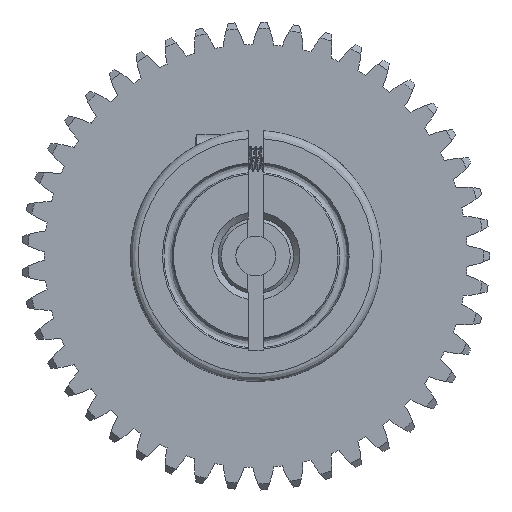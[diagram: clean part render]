
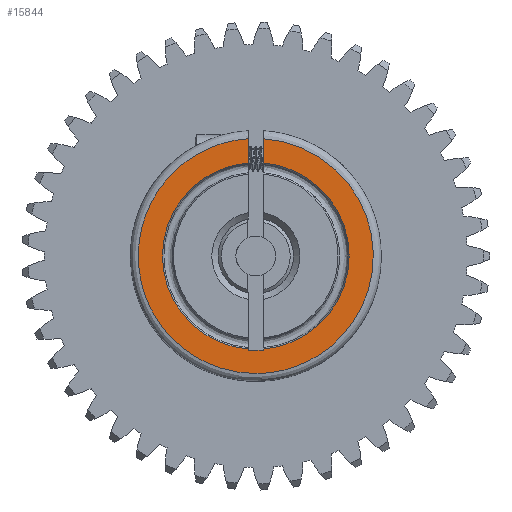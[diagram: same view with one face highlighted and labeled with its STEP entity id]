
A CAD part, left-side view. The second image highlights one B-rep face of the part: STEP entity #15844.
In plain terms, the highlighted face is planar.
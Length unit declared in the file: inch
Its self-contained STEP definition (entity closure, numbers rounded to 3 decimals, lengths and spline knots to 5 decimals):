
#108 = CARTESIAN_POINT ( 'NONE',  ( 0.11936, 1.51525, 2.77097 ) ) ;
#165 = DIRECTION ( 'NONE',  ( 0., 0., 1. ) ) ;
#452 = EDGE_CURVE ( 'NONE', #15014, #1993, #3634, .T. ) ;
#985 = CARTESIAN_POINT ( 'NONE',  ( 0.78258, 1.51525, 2.77097 ) ) ;
#1099 = CARTESIAN_POINT ( 'NONE',  ( 0.78258, 1.46825, 2.77097 ) ) ;
#1127 = AXIS2_PLACEMENT_3D ( 'NONE', #17747, #165, #10604 ) ;
#1349 = CARTESIAN_POINT ( 'NONE',  ( 0.04593, 1.53904, 2.77097 ) ) ;
#1421 = CARTESIAN_POINT ( 'NONE',  ( 0.72636, 1.69424, 2.77097 ) ) ;
#1742 = CARTESIAN_POINT ( 'NONE',  ( 0.11936, 1.51525, 2.77097 ) ) ;
#1993 = VERTEX_POINT ( 'NONE', #18386 ) ;
#2068 = ORIENTED_EDGE ( 'NONE', *, *, #13222, .F. ) ;
#2397 = VECTOR ( 'NONE', #5432, 39.37008 ) ;
#2454 = ORIENTED_EDGE ( 'NONE', *, *, #16685, .T. ) ;
#2875 = CARTESIAN_POINT ( 'NONE',  ( 0.09063, 1.67396, 2.77097 ) ) ;
#2939 = CARTESIAN_POINT ( 'NONE',  ( 0.77957, 1.56244, 2.77097 ) ) ;
#3040 = LINE ( 'NONE', #18638, #10050 ) ;
#3428 = CARTESIAN_POINT ( 'NONE',  ( 0.41463, 1.49175, 2.77097 ) ) ;
#3634 = CIRCLE ( 'NONE', #8123, 0.29291 ) ;
#3671 = CARTESIAN_POINT ( 'NONE',  ( 0.04593, 1.49175, 2.77097 ) ) ;
#3983 = EDGE_CURVE ( 'NONE', #1993, #7335, #13784, .T. ) ;
#4003 = CARTESIAN_POINT ( 'NONE',  ( 0.04593, 0.79891, 2.77097 ) ) ;
#4137 = VERTEX_POINT ( 'NONE', #4429 ) ;
#4195 = CARTESIAN_POINT ( 'NONE',  ( 0.7066, 1.51525, 2.77097 ) ) ;
#4412 = CARTESIAN_POINT ( 'NONE',  ( 0.18269, 1.78224, 2.77097 ) ) ;
#4429 = CARTESIAN_POINT ( 'NONE',  ( 0.12266, 1.51525, 2.77097 ) ) ;
#4668 = FACE_OUTER_BOUND ( 'NONE', #9824, .T. ) ;
#4949 = DIRECTION ( 'NONE',  ( 0., -1., 0. ) ) ;
#4974 = CIRCLE ( 'NONE', #13306, 0.29291 ) ;
#5131 = VERTEX_POINT ( 'NONE', #10724 ) ;
#5163 = DIRECTION ( 'NONE',  ( 0., 0., -1. ) ) ;
#5360 = EDGE_CURVE ( 'NONE', #7674, #5131, #14206, .T. ) ;
#5432 = DIRECTION ( 'NONE',  ( -1., 0., 0. ) ) ;
#5674 = ORIENTED_EDGE ( 'NONE', *, *, #9955, .F. ) ;
#5879 = ORIENTED_EDGE ( 'NONE', *, *, #5360, .T. ) ;
#5928 = CARTESIAN_POINT ( 'NONE',  ( 0.30867, 1.84805, 2.77097 ) ) ;
#6165 = ORIENTED_EDGE ( 'NONE', *, *, #14770, .T. ) ;
#6374 = CARTESIAN_POINT ( 'NONE',  ( 0.41463, 1.51525, 2.77097 ) ) ;
#6833 = CARTESIAN_POINT ( 'NONE',  ( 0.73842, 0.77682, 2.77097 ) ) ;
#7335 = VERTEX_POINT ( 'NONE', #16642 ) ;
#7442 = CARTESIAN_POINT ( 'NONE',  ( 0.45013, 1.86177, 2.77097 ) ) ;
#7674 = VERTEX_POINT ( 'NONE', #1099 ) ;
#8123 = AXIS2_PLACEMENT_3D ( 'NONE', #16919, #15285, #15314 ) ;
#8206 = CIRCLE ( 'NONE', #15073, 0.29291 ) ;
#8590 = DIRECTION ( 'NONE',  ( 1., 0., 0. ) ) ;
#8888 = CARTESIAN_POINT ( 'NONE',  ( 0.58641, 1.8214, 2.77097 ) ) ;
#9105 = CARTESIAN_POINT ( 'NONE',  ( 0.41463, 1.46825, 2.77097 ) ) ;
#9170 = DIRECTION ( 'NONE',  ( -1., 0., 0. ) ) ;
#9344 = VECTOR ( 'NONE', #10737, 39.37008 ) ;
#9461 = VECTOR ( 'NONE', #9170, 39.37008 ) ;
#9477 = EDGE_CURVE ( 'NONE', #5131, #15014, #8206, .T. ) ;
#9809 = LINE ( 'NONE', #6374, #9344 ) ;
#9824 = EDGE_LOOP ( 'NONE', ( #12528, #2454, #5674, #2068, #5879, #15899, #13147, #15951, #6165, #18290 ) ) ;
#9955 = EDGE_CURVE ( 'NONE', #13103, #11650, #10048, .T. ) ;
#10048 = B_SPLINE_CURVE_WITH_KNOTS ( 'NONE', 3,
 ( #18886, #1349, #11766, #2875, #13221, #4412, #14685, #5928, #16070, #7442, #17524, #8888, #18938, #10374, #1421, #11827, #2939, #13287 ),
 .UNSPECIFIED., .F., .F.,
 ( 4, 2, 2, 2, 2, 2, 2, 2, 4 ),
 ( 0., 0.125, 0.25, 0.375, 0.5, 0.625, 0.75, 0.875, 1. ),
 .UNSPECIFIED. ) ;
#10050 = VECTOR ( 'NONE', #8590, 39.37008 ) ;
#10374 = CARTESIAN_POINT ( 'NONE',  ( 0.69757, 1.73284, 2.77097 ) ) ;
#10604 = DIRECTION ( 'NONE',  ( 1., 0., 0. ) ) ;
#10724 = CARTESIAN_POINT ( 'NONE',  ( 0.7066, 1.46825, 2.77097 ) ) ;
#10737 = DIRECTION ( 'NONE',  ( 1., 0., 0. ) ) ;
#11369 = CARTESIAN_POINT ( 'NONE',  ( 0.78258, 1.46825, 2.77097 ) ) ;
#11650 = VERTEX_POINT ( 'NONE', #985 ) ;
#11766 = CARTESIAN_POINT ( 'NONE',  ( 0.05514, 1.5863, 2.77097 ) ) ;
#11827 = CARTESIAN_POINT ( 'NONE',  ( 0.76737, 1.60902, 2.77097 ) ) ;
#12528 = ORIENTED_EDGE ( 'NONE', *, *, #13735, .T. ) ;
#12901 = CARTESIAN_POINT ( 'NONE',  ( 0.80833, 1.46825, 2.77097 ) ) ;
#13103 = VERTEX_POINT ( 'NONE', #3671 ) ;
#13147 = ORIENTED_EDGE ( 'NONE', *, *, #452, .T. ) ;
#13221 = CARTESIAN_POINT ( 'NONE',  ( 0.1169, 1.71431, 2.77097 ) ) ;
#13222 = EDGE_CURVE ( 'NONE', #7674, #13103, #17646, .T. ) ;
#13287 = CARTESIAN_POINT ( 'NONE',  ( 0.78258, 1.51525, 2.77097 ) ) ;
#13306 = AXIS2_PLACEMENT_3D ( 'NONE', #13960, #5163, #15379 ) ;
#13454 = DIRECTION ( 'NONE',  ( 0., 1., 0. ) ) ;
#13735 = EDGE_CURVE ( 'NONE', #4137, #18673, #4974, .T. ) ;
#13754 = DIRECTION ( 'NONE',  ( 0., 0., -1. ) ) ;
#13784 = LINE ( 'NONE', #9105, #9461 ) ;
#13960 = CARTESIAN_POINT ( 'NONE',  ( 0.41463, 1.49175, 2.77097 ) ) ;
#14132 = VECTOR ( 'NONE', #13454, 39.37008 ) ;
#14206 = LINE ( 'NONE', #12901, #2397 ) ;
#14292 = CARTESIAN_POINT ( 'NONE',  ( 0.04593, 1.49175, 2.77097 ) ) ;
#14580 = LINE ( 'NONE', #108, #14132 ) ;
#14685 = CARTESIAN_POINT ( 'NONE',  ( 0.22219, 1.80978, 2.77097 ) ) ;
#14770 = EDGE_CURVE ( 'NONE', #7335, #14843, #14580, .T. ) ;
#14843 = VERTEX_POINT ( 'NONE', #1742 ) ;
#14902 = EDGE_CURVE ( 'NONE', #14843, #4137, #9809, .T. ) ;
#15014 = VERTEX_POINT ( 'NONE', #16684 ) ;
#15073 = AXIS2_PLACEMENT_3D ( 'NONE', #3428, #13754, #4949 ) ;
#15285 = DIRECTION ( 'NONE',  ( 0., 0., -1. ) ) ;
#15314 = DIRECTION ( 'NONE',  ( 0., -1., 0. ) ) ;
#15379 = DIRECTION ( 'NONE',  ( 0., -1., 0. ) ) ;
#15844 = ADVANCED_FACE ( 'NONE', ( #4668 ), #16286, .T. ) ;
#15899 = ORIENTED_EDGE ( 'NONE', *, *, #9477, .T. ) ;
#15951 = ORIENTED_EDGE ( 'NONE', *, *, #3983, .T. ) ;
#16070 = CARTESIAN_POINT ( 'NONE',  ( 0.35562, 1.85876, 2.77097 ) ) ;
#16286 = PLANE ( 'NONE',  #1127 ) ;
#16642 = CARTESIAN_POINT ( 'NONE',  ( 0.11936, 1.46825, 2.77097 ) ) ;
#16684 = CARTESIAN_POINT ( 'NONE',  ( 0.41463, 1.19884, 2.77097 ) ) ;
#16685 = EDGE_CURVE ( 'NONE', #18673, #11650, #3040, .T. ) ;
#16919 = CARTESIAN_POINT ( 'NONE',  ( 0.41463, 1.49175, 2.77097 ) ) ;
#17524 = CARTESIAN_POINT ( 'NONE',  ( 0.49767, 1.85408, 2.77097 ) ) ;
#17646 =( BOUNDED_CURVE ( )  B_SPLINE_CURVE ( 3, ( #11369, #6833, #4003, #14292 ),
 .UNSPECIFIED., .F., .T. ) 
 B_SPLINE_CURVE_WITH_KNOTS ( ( 4, 4 ),
 ( 0., 1. ),
 .UNSPECIFIED. ) 
 CURVE ( )  GEOMETRIC_REPRESENTATION_ITEM ( )  RATIONAL_B_SPLINE_CURVE ( ( 1., 0.355, 0.355, 1. ) ) 
 REPRESENTATION_ITEM ( '' )  );
#17747 = CARTESIAN_POINT ( 'NONE',  ( 0.41463, 1.49175, 2.77097 ) ) ;
#18290 = ORIENTED_EDGE ( 'NONE', *, *, #14902, .T. ) ;
#18386 = CARTESIAN_POINT ( 'NONE',  ( 0.12266, 1.46825, 2.77097 ) ) ;
#18638 = CARTESIAN_POINT ( 'NONE',  ( 0.80833, 1.51525, 2.77097 ) ) ;
#18673 = VERTEX_POINT ( 'NONE', #4195 ) ;
#18886 = CARTESIAN_POINT ( 'NONE',  ( 0.04593, 1.49175, 2.77097 ) ) ;
#18938 = CARTESIAN_POINT ( 'NONE',  ( 0.62758, 1.79643, 2.77097 ) ) ;
